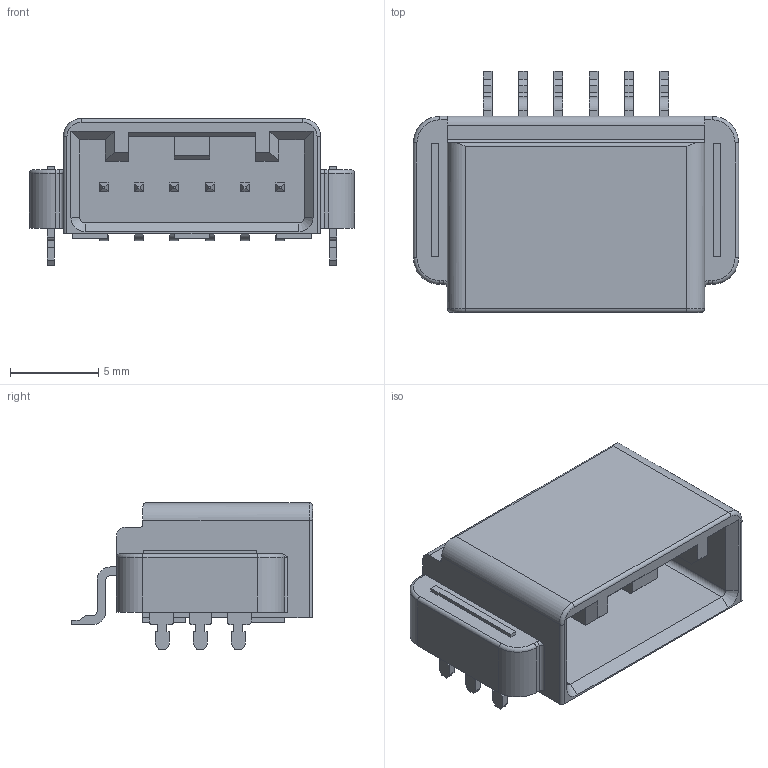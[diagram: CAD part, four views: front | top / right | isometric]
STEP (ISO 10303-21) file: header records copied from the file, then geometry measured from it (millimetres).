
FILE_DESCRIPTION(('STEP AP203'),'1');
FILE_NAME('gt8e-6p-2h_55_.stp','2025-02-15T23:32:25',('TraceParts'),('TraceParts S.A.'),'Spatial InterOp 3D',' ',' ');
FILE_SCHEMA(('CONFIG_CONTROL_DESIGN'));
Length unit declared in the file: millimetre
Products named in the file (1): 1
Bounding box: 18.4 x 13.65 x 8.3 mm (x, y, z)
Volume: 644.7 mm3; surface area: 1243.9 mm2
Topology: 1 solids, 1 shells, 350 faces, 927 edges, 602 vertices
Faces by surface type: plane 282, cylinder 58, torus 8, cone 2
Entity records: 10865 total; most frequent: CARTESIAN_POINT 2038, ORIENTED_EDGE 1854, DIRECTION 1749, EDGE_CURVE 927, LINE 799, VECTOR 799, VERTEX_POINT 602, AXIS2_PLACEMENT_3D 475
